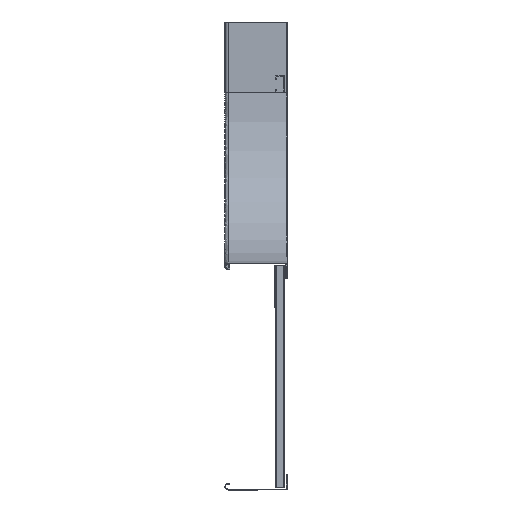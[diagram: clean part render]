
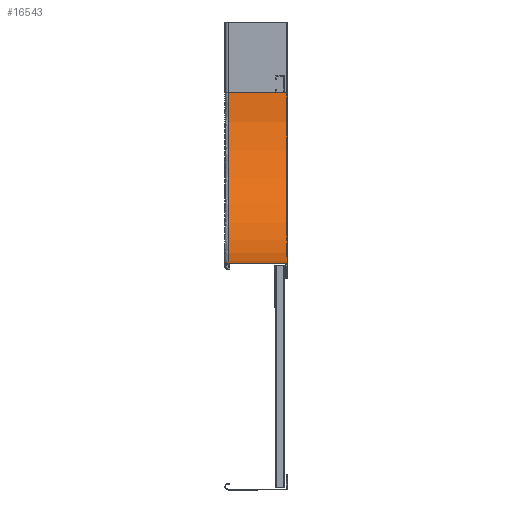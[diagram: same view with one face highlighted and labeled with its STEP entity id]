
A CAD part, left-side view. The second image highlights one B-rep face of the part: STEP entity #16543.
In plain terms, the highlighted cylindrical face has radius 300 mm (diameter 600 mm), a partial arc.
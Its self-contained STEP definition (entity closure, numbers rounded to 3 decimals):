
#345 = CARTESIAN_POINT ( 'NONE',  ( 0., 0., -125. ) ) ;
#426 = EDGE_LOOP ( 'NONE', ( #683, #13566, #7158, #7655 ) ) ;
#598 = DIRECTION ( 'NONE',  ( 0., 1., 0. ) ) ;
#673 = VERTEX_POINT ( 'NONE', #13160 ) ;
#683 = ORIENTED_EDGE ( 'NONE', *, *, #13348, .F. ) ;
#1232 = AXIS2_PLACEMENT_3D ( 'NONE', #3983, #3962, #3903 ) ;
#1548 = DIRECTION ( 'NONE',  ( 0., 0., -1. ) ) ;
#2489 = CIRCLE ( 'NONE', #6895, 300. ) ;
#2899 = CIRCLE ( 'NONE', #1232, 300. ) ;
#3102 = EDGE_CURVE ( 'NONE', #5184, #673, #2899, .T. ) ;
#3119 = AXIS2_PLACEMENT_3D ( 'NONE', #13907, #4269, #1548 ) ;
#3351 = VERTEX_POINT ( 'NONE', #15322 ) ;
#3903 = DIRECTION ( 'NONE',  ( 0., 0., -1. ) ) ;
#3962 = DIRECTION ( 'NONE',  ( 0., -1., 0. ) ) ;
#3983 = CARTESIAN_POINT ( 'NONE',  ( 300., 104., -125. ) ) ;
#4269 = DIRECTION ( 'NONE',  ( 0., -1., 0. ) ) ;
#4714 = CARTESIAN_POINT ( 'NONE',  ( 0., 0., -125. ) ) ;
#5184 = VERTEX_POINT ( 'NONE', #16839 ) ;
#6456 = VECTOR ( 'NONE', #12832, 1000. ) ;
#6895 = AXIS2_PLACEMENT_3D ( 'NONE', #8847, #598, #10258 ) ;
#7111 = VECTOR ( 'NONE', #11685, 1000. ) ;
#7158 = ORIENTED_EDGE ( 'NONE', *, *, #7677, .F. ) ;
#7655 = ORIENTED_EDGE ( 'NONE', *, *, #3102, .F. ) ;
#7677 = EDGE_CURVE ( 'NONE', #673, #3351, #8411, .T. ) ;
#8411 = LINE ( 'NONE', #11752, #7111 ) ;
#8847 = CARTESIAN_POINT ( 'NONE',  ( 300., 0., -125. ) ) ;
#10162 = CYLINDRICAL_SURFACE ( 'NONE', #3119, 300. ) ;
#10258 = DIRECTION ( 'NONE',  ( 0., 0., -1. ) ) ;
#11685 = DIRECTION ( 'NONE',  ( 0., -1., 0. ) ) ;
#11752 = CARTESIAN_POINT ( 'NONE',  ( 300., 0., -425. ) ) ;
#11989 = VERTEX_POINT ( 'NONE', #4714 ) ;
#12832 = DIRECTION ( 'NONE',  ( 0., 1., 0. ) ) ;
#13160 = CARTESIAN_POINT ( 'NONE',  ( 300., 104., -425. ) ) ;
#13348 = EDGE_CURVE ( 'NONE', #11989, #5184, #17462, .T. ) ;
#13566 = ORIENTED_EDGE ( 'NONE', *, *, #17395, .F. ) ;
#13907 = CARTESIAN_POINT ( 'NONE',  ( 300., 0., -125. ) ) ;
#15177 = FACE_OUTER_BOUND ( 'NONE', #426, .T. ) ;
#15322 = CARTESIAN_POINT ( 'NONE',  ( 300., 0., -425. ) ) ;
#16543 = ADVANCED_FACE ( 'NONE', ( #15177 ), #10162, .F. ) ;
#16839 = CARTESIAN_POINT ( 'NONE',  ( 0., 104., -125. ) ) ;
#17395 = EDGE_CURVE ( 'NONE', #3351, #11989, #2489, .T. ) ;
#17462 = LINE ( 'NONE', #345, #6456 ) ;
